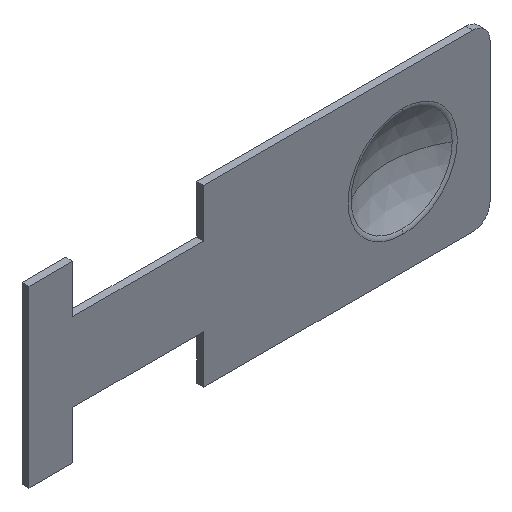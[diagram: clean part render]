
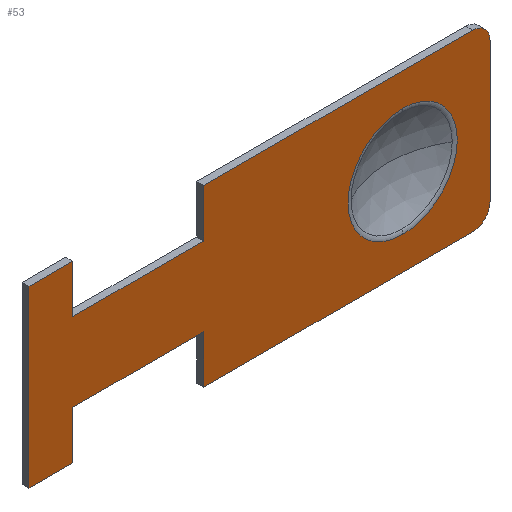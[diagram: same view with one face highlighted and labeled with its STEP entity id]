
A CAD part, isometric view. The second image highlights one B-rep face of the part: STEP entity #53.
In plain terms, the highlighted planar face has unit normal (0, -1, 0).
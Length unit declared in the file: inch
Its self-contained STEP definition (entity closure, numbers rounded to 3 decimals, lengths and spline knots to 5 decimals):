
#19 = EDGE_CURVE ( 'NONE', #25, #131, #495, .T. ) ;
#25 = VERTEX_POINT ( 'NONE', #306 ) ;
#46 = EDGE_LOOP ( 'NONE', ( #52, #69, #62, #67, #204, #65, #66, #160, #201, #199, #202, #63, #166, #80 ) ) ;
#52 = ORIENTED_EDGE ( 'NONE', *, *, #19, .F. ) ;
#53 = ADVANCED_FACE ( 'NONE', ( #438, #437 ), #436, .F. ) ;
#62 = ORIENTED_EDGE ( 'NONE', *, *, #185, .F. ) ;
#63 = ORIENTED_EDGE ( 'NONE', *, *, #165, .F. ) ;
#65 = ORIENTED_EDGE ( 'NONE', *, *, #72, .F. ) ;
#66 = ORIENTED_EDGE ( 'NONE', *, *, #76, .F. ) ;
#67 = ORIENTED_EDGE ( 'NONE', *, *, #81, .F. ) ;
#68 = ORIENTED_EDGE ( 'NONE', *, *, #163, .T. ) ;
#69 = ORIENTED_EDGE ( 'NONE', *, *, #82, .F. ) ;
#70 = VERTEX_POINT ( 'NONE', #417 ) ;
#72 = EDGE_CURVE ( 'NONE', #171, #78, #338, .T. ) ;
#73 = VERTEX_POINT ( 'NONE', #334 ) ;
#74 = VERTEX_POINT ( 'NONE', #333 ) ;
#75 = VERTEX_POINT ( 'NONE', #332 ) ;
#76 = EDGE_CURVE ( 'NONE', #73, #171, #458, .T. ) ;
#77 = EDGE_LOOP ( 'NONE', ( #68, #164 ) ) ;
#78 = VERTEX_POINT ( 'NONE', #454 ) ;
#79 = EDGE_CURVE ( 'NONE', #70, #205, #453, .T. ) ;
#80 = ORIENTED_EDGE ( 'NONE', *, *, #167, .F. ) ;
#81 = EDGE_CURVE ( 'NONE', #83, #74, #480, .T. ) ;
#82 = EDGE_CURVE ( 'NONE', #203, #25, #476, .T. ) ;
#83 = VERTEX_POINT ( 'NONE', #472 ) ;
#97 = VERTEX_POINT ( 'NONE', #403 ) ;
#112 = VERTEX_POINT ( 'NONE', #387 ) ;
#131 = VERTEX_POINT ( 'NONE', #715 ) ;
#135 = EDGE_CURVE ( 'NONE', #97, #112, #542, .T. ) ;
#150 = VERTEX_POINT ( 'NONE', #608 ) ;
#151 = EDGE_CURVE ( 'NONE', #78, #83, #610, .T. ) ;
#158 = EDGE_CURVE ( 'NONE', #159, #150, #651, .T. ) ;
#159 = VERTEX_POINT ( 'NONE', #618 ) ;
#160 = ORIENTED_EDGE ( 'NONE', *, *, #161, .F. ) ;
#161 = EDGE_CURVE ( 'NONE', #172, #73, #638, .T. ) ;
#163 = EDGE_CURVE ( 'NONE', #112, #97, #540, .T. ) ;
#164 = ORIENTED_EDGE ( 'NONE', *, *, #135, .T. ) ;
#165 = EDGE_CURVE ( 'NONE', #205, #159, #635, .T. ) ;
#166 = ORIENTED_EDGE ( 'NONE', *, *, #79, .F. ) ;
#167 = EDGE_CURVE ( 'NONE', #131, #70, #583, .T. ) ;
#168 = EDGE_CURVE ( 'NONE', #150, #75, #647, .T. ) ;
#171 = VERTEX_POINT ( 'NONE', #623 ) ;
#172 = VERTEX_POINT ( 'NONE', #622 ) ;
#185 = EDGE_CURVE ( 'NONE', #74, #203, #597, .T. ) ;
#199 = ORIENTED_EDGE ( 'NONE', *, *, #168, .F. ) ;
#200 = EDGE_CURVE ( 'NONE', #75, #172, #737, .T. ) ;
#201 = ORIENTED_EDGE ( 'NONE', *, *, #200, .F. ) ;
#202 = ORIENTED_EDGE ( 'NONE', *, *, #158, .F. ) ;
#203 = VERTEX_POINT ( 'NONE', #733 ) ;
#204 = ORIENTED_EDGE ( 'NONE', *, *, #151, .F. ) ;
#205 = VERTEX_POINT ( 'NONE', #732 ) ;
#306 = CARTESIAN_POINT ( 'NONE',  ( 0., 0., 0.1 ) ) ;
#332 = CARTESIAN_POINT ( 'NONE',  ( 0.528, 0., 0.08 ) ) ;
#333 = CARTESIAN_POINT ( 'NONE',  ( 0.05, 0., -0.1 ) ) ;
#334 = CARTESIAN_POINT ( 'NONE',  ( 0.508, 0., -0.1 ) ) ;
#335 = DIRECTION ( 'NONE',  ( 0., 0., 1. ) ) ;
#336 = VECTOR ( 'NONE', #335, 39.37008 ) ;
#337 = CARTESIAN_POINT ( 'NONE',  ( 0.2, 0., -0.045 ) ) ;
#338 = LINE ( 'NONE', #337, #336 ) ;
#353 = DIRECTION ( 'NONE',  ( 1., 0., 0. ) ) ;
#387 = CARTESIAN_POINT ( 'NONE',  ( 0.428, 0., 0.0625 ) ) ;
#403 = CARTESIAN_POINT ( 'NONE',  ( 0.428, 0., -0.0625 ) ) ;
#417 = CARTESIAN_POINT ( 'NONE',  ( 0.05, 0., 0.045 ) ) ;
#432 = DIRECTION ( 'NONE',  ( 0., 0., 1. ) ) ;
#433 = DIRECTION ( 'NONE',  ( 0., 1., 0. ) ) ;
#434 = CARTESIAN_POINT ( 'NONE',  ( 0.508, 0., 0.08 ) ) ;
#435 = AXIS2_PLACEMENT_3D ( 'NONE', #434, #433, #432 ) ;
#436 = PLANE ( 'NONE',  #435 ) ;
#437 = FACE_BOUND ( 'NONE', #77, .T. ) ;
#438 = FACE_OUTER_BOUND ( 'NONE', #46, .T. ) ;
#450 = DIRECTION ( 'NONE',  ( 1., 0., 0. ) ) ;
#451 = VECTOR ( 'NONE', #450, 39.37008 ) ;
#452 = CARTESIAN_POINT ( 'NONE',  ( 0.05, 0., 0.045 ) ) ;
#453 = LINE ( 'NONE', #452, #451 ) ;
#454 = CARTESIAN_POINT ( 'NONE',  ( 0.2, 0., -0.045 ) ) ;
#455 = DIRECTION ( 'NONE',  ( -1., 0., 0. ) ) ;
#456 = VECTOR ( 'NONE', #455, 39.37008 ) ;
#457 = CARTESIAN_POINT ( 'NONE',  ( 0.508, 0., -0.1 ) ) ;
#458 = LINE ( 'NONE', #457, #456 ) ;
#472 = CARTESIAN_POINT ( 'NONE',  ( 0.05, 0., -0.045 ) ) ;
#473 = DIRECTION ( 'NONE',  ( 0., 0., 1. ) ) ;
#474 = VECTOR ( 'NONE', #473, 39.37008 ) ;
#475 = CARTESIAN_POINT ( 'NONE',  ( 0., 0., 0.1 ) ) ;
#476 = LINE ( 'NONE', #475, #474 ) ;
#477 = DIRECTION ( 'NONE',  ( 0., 0., -1. ) ) ;
#478 = VECTOR ( 'NONE', #477, 39.37008 ) ;
#479 = CARTESIAN_POINT ( 'NONE',  ( 0.05, 0., -0.1 ) ) ;
#480 = LINE ( 'NONE', #479, #478 ) ;
#493 = VECTOR ( 'NONE', #353, 39.37008 ) ;
#494 = CARTESIAN_POINT ( 'NONE',  ( 0., 0., 0.1 ) ) ;
#495 = LINE ( 'NONE', #494, #493 ) ;
#539 = DIRECTION ( 'NONE',  ( 0., 1., 0. ) ) ;
#540 = CIRCLE ( 'NONE', #657, 0.0625 ) ;
#541 = DIRECTION ( 'NONE',  ( 0., 0., 1. ) ) ;
#542 = CIRCLE ( 'NONE', #547, 0.0625 ) ;
#547 = AXIS2_PLACEMENT_3D ( 'NONE', #712, #539, #628 ) ;
#580 = DIRECTION ( 'NONE',  ( 0., 0., -1. ) ) ;
#581 = VECTOR ( 'NONE', #580, 39.37008 ) ;
#582 = CARTESIAN_POINT ( 'NONE',  ( 0.05, 0., 0.1 ) ) ;
#583 = LINE ( 'NONE', #582, #581 ) ;
#584 = DIRECTION ( 'NONE',  ( -1., 0., 0. ) ) ;
#585 = VECTOR ( 'NONE', #584, 39.37008 ) ;
#594 = DIRECTION ( 'NONE',  ( -1., 0., 0. ) ) ;
#595 = VECTOR ( 'NONE', #594, 39.37008 ) ;
#596 = CARTESIAN_POINT ( 'NONE',  ( 0., 0., -0.1 ) ) ;
#597 = LINE ( 'NONE', #596, #595 ) ;
#608 = CARTESIAN_POINT ( 'NONE',  ( 0.508, 0., 0.1 ) ) ;
#609 = CARTESIAN_POINT ( 'NONE',  ( 0.05, 0., -0.045 ) ) ;
#610 = LINE ( 'NONE', #609, #585 ) ;
#617 = CARTESIAN_POINT ( 'NONE',  ( 0.508, 0., -0.08 ) ) ;
#618 = CARTESIAN_POINT ( 'NONE',  ( 0.2, 0., 0.1 ) ) ;
#622 = CARTESIAN_POINT ( 'NONE',  ( 0.528, 0., -0.08 ) ) ;
#623 = CARTESIAN_POINT ( 'NONE',  ( 0.2, 0., -0.1 ) ) ;
#624 = DIRECTION ( 'NONE',  ( 0., 0., 1. ) ) ;
#625 = DIRECTION ( 'NONE',  ( 0., 1., 0. ) ) ;
#626 = CARTESIAN_POINT ( 'NONE',  ( 0.508, 0., 0.08 ) ) ;
#628 = DIRECTION ( 'NONE',  ( 0., 0., 1. ) ) ;
#632 = DIRECTION ( 'NONE',  ( 0., 0., 1. ) ) ;
#633 = VECTOR ( 'NONE', #632, 39.37008 ) ;
#634 = CARTESIAN_POINT ( 'NONE',  ( 0.2, 0., 0.045 ) ) ;
#635 = LINE ( 'NONE', #634, #633 ) ;
#636 = DIRECTION ( 'NONE',  ( 0., 1., 0. ) ) ;
#637 = AXIS2_PLACEMENT_3D ( 'NONE', #617, #636, #541 ) ;
#638 = CIRCLE ( 'NONE', #637, 0.02 ) ;
#639 = CARTESIAN_POINT ( 'NONE',  ( 0.428, 0., 0. ) ) ;
#646 = AXIS2_PLACEMENT_3D ( 'NONE', #626, #625, #624 ) ;
#647 = CIRCLE ( 'NONE', #646, 0.02 ) ;
#648 = DIRECTION ( 'NONE',  ( 1., 0., 0. ) ) ;
#649 = VECTOR ( 'NONE', #648, 39.37008 ) ;
#650 = CARTESIAN_POINT ( 'NONE',  ( 0.508, 0., 0.1 ) ) ;
#651 = LINE ( 'NONE', #650, #649 ) ;
#655 = DIRECTION ( 'NONE',  ( 0., 0., 1. ) ) ;
#656 = DIRECTION ( 'NONE',  ( 0., 1., 0. ) ) ;
#657 = AXIS2_PLACEMENT_3D ( 'NONE', #639, #656, #655 ) ;
#712 = CARTESIAN_POINT ( 'NONE',  ( 0.428, 0., 0. ) ) ;
#715 = CARTESIAN_POINT ( 'NONE',  ( 0.05, 0., 0.1 ) ) ;
#732 = CARTESIAN_POINT ( 'NONE',  ( 0.2, 0., 0.045 ) ) ;
#733 = CARTESIAN_POINT ( 'NONE',  ( 0., 0., -0.1 ) ) ;
#734 = DIRECTION ( 'NONE',  ( 0., 0., -1. ) ) ;
#735 = VECTOR ( 'NONE', #734, 39.37008 ) ;
#736 = CARTESIAN_POINT ( 'NONE',  ( 0.528, 0., 0.08 ) ) ;
#737 = LINE ( 'NONE', #736, #735 ) ;
